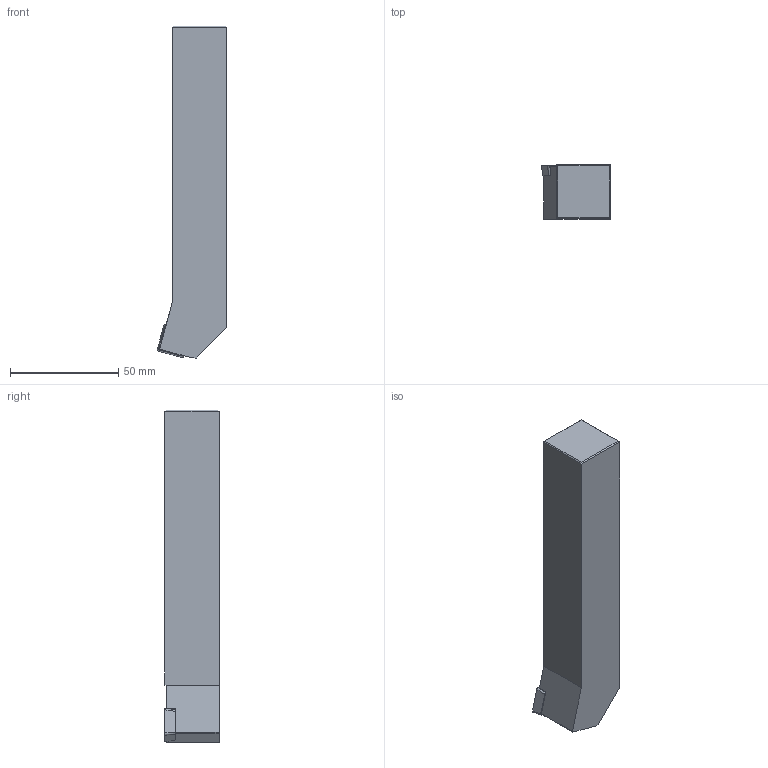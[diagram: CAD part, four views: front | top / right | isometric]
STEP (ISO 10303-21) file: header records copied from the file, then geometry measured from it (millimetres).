
FILE_DESCRIPTION((''),'2;1');
FILE_NAME('70668125_ASM','2018-11-16T15:03:46',('piechottad'),(''),'CREO PARAMETRIC BY PTC INC, 2017380','CREO PARAMETRIC BY PTC INC, 2017380','');
FILE_SCHEMA(('AUTOMOTIVE_DESIGN { 1 0 10303 214 1 1 1 1 }'));
Length unit declared in the file: millimetre
Products named in the file (3): 70668125NC; 70668125C; 70668125_ASM
Assembly tree (2 placements, depth 2):
  70668125_ASM
    70668125NC
    70668125C
Bounding box: 32 x 25 x 153.3 mm (x, y, z)
Volume: 94524.3 mm3; surface area: 16869.1 mm2
Topology: 2 solids, 2 shells, 35 faces, 95 edges, 64 vertices
Faces by surface type: plane 25, cylinder 6, torus 2, cone 2
Entity records: 2651 total; most frequent: CARTESIAN_POINT 271, DIRECTION 247, ORIENTED_EDGE 170, PROPERTY_DEFINITION 155, REPRESENTATION 153, PROPERTY_DEFINITION_REPRESENTATION 153, PRESENTATION_STYLE_ASSIGNMENT 135, STYLED_ITEM 135
